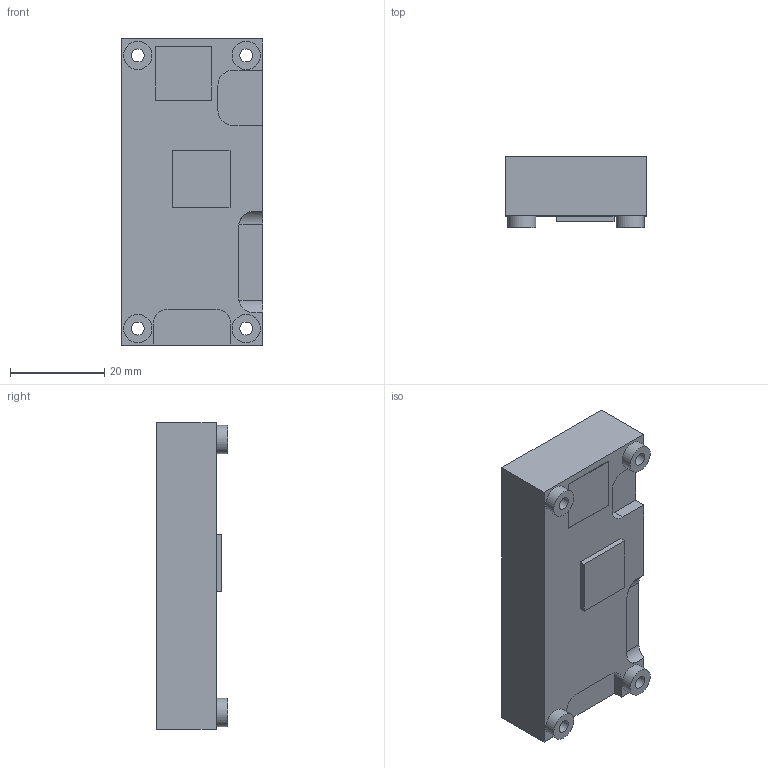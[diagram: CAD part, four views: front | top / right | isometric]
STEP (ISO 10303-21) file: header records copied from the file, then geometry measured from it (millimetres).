
FILE_DESCRIPTION(/* description */ (''),/* implementation_level */ '2;1');
FILE_NAME(/* name */ 'Heat Block for Pi.stp',/* time_stamp */ '2017-03-13T18:24:58-04:00',/* author */ ('qupec'),/* organization */ (''),/* preprocessor_version */ 'ST-DEVELOPER v16.5',/* originating_system */ 'Autodesk Inventor 2017',/* authorisation */ '');
FILE_SCHEMA (('AUTOMOTIVE_DESIGN { 1 0 10303 214 3 1 1 }'));
Length unit declared in the file: inch
Products named in the file (1): Heat Block for Pi
Bounding box: 30 x 15.12 x 65 mm (x, y, z)
Volume: 24205.8 mm3; surface area: 7104 mm2
Topology: 1 solids, 1 shells, 46 faces, 118 edges, 80 vertices
Faces by surface type: plane 30, cylinder 16
Full cylindrical faces by diameter (mm): 2.75 x4, 6 x4
Entity records: 1394 total; most frequent: CARTESIAN_POINT 251, DIRECTION 228, ORIENTED_EDGE 212, EDGE_CURVE 106, AXIS2_PLACEMENT_3D 77, VERTEX_POINT 76, LINE 74, VECTOR 74
